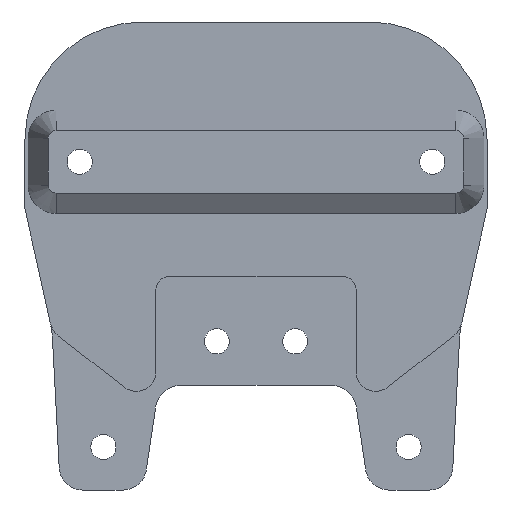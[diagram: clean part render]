
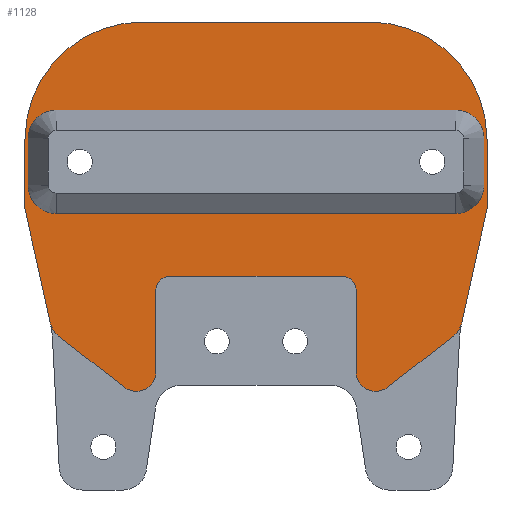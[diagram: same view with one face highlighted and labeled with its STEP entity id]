
A CAD part, front view. The second image highlights one B-rep face of the part: STEP entity #1128.
In plain terms, the highlighted planar face has unit normal (0, -1, 0).
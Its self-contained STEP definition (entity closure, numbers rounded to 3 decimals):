
#19=FACE_BOUND('',#133,.T.);
#35=PLANE('',#1205);
#71=FACE_OUTER_BOUND('',#132,.T.);
#132=EDGE_LOOP('',(#776,#777,#778,#779,#780,#781,#782,#783,#784,#785,#786,
#787,#788,#789,#790,#791,#792,#793));
#133=EDGE_LOOP('',(#794,#795,#796,#797,#798,#799,#800,#801));
#208=LINE('',#1674,#322);
#211=LINE('',#1680,#325);
#212=LINE('',#1684,#326);
#213=LINE('',#1686,#327);
#214=LINE('',#1690,#328);
#215=LINE('',#1694,#329);
#216=LINE('',#1698,#330);
#217=LINE('',#1702,#331);
#218=LINE('',#1706,#332);
#219=LINE('',#1709,#333);
#220=LINE('',#1712,#334);
#221=LINE('',#1716,#335);
#222=LINE('',#1720,#336);
#223=LINE('',#1724,#337);
#322=VECTOR('',#1328,1000.);
#325=VECTOR('',#1333,10.);
#326=VECTOR('',#1336,10.);
#327=VECTOR('',#1337,1000.);
#328=VECTOR('',#1340,1000.);
#329=VECTOR('',#1343,1000.);
#330=VECTOR('',#1346,1000.);
#331=VECTOR('',#1349,1000.);
#332=VECTOR('',#1352,1000.);
#333=VECTOR('',#1355,1000.);
#334=VECTOR('',#1356,10.);
#335=VECTOR('',#1359,10.);
#336=VECTOR('',#1362,10.);
#337=VECTOR('',#1365,10.);
#435=CIRCLE('',#1203,15.);
#436=CIRCLE('',#1206,15.);
#437=CIRCLE('',#1207,3.);
#438=CIRCLE('',#1208,2.5);
#439=CIRCLE('',#1209,1.8);
#440=CIRCLE('',#1210,1.8);
#441=CIRCLE('',#1211,2.5);
#442=CIRCLE('',#1212,3.);
#443=CIRCLE('',#1213,3.6);
#444=CIRCLE('',#1214,3.6);
#445=CIRCLE('',#1215,3.6);
#446=CIRCLE('',#1216,3.6);
#490=VERTEX_POINT('',#1667);
#491=VERTEX_POINT('',#1669);
#492=VERTEX_POINT('',#1673);
#494=VERTEX_POINT('',#1679);
#495=VERTEX_POINT('',#1681);
#496=VERTEX_POINT('',#1683);
#497=VERTEX_POINT('',#1685);
#498=VERTEX_POINT('',#1687);
#499=VERTEX_POINT('',#1689);
#500=VERTEX_POINT('',#1691);
#501=VERTEX_POINT('',#1693);
#502=VERTEX_POINT('',#1695);
#503=VERTEX_POINT('',#1697);
#504=VERTEX_POINT('',#1699);
#505=VERTEX_POINT('',#1701);
#506=VERTEX_POINT('',#1703);
#507=VERTEX_POINT('',#1705);
#508=VERTEX_POINT('',#1707);
#509=VERTEX_POINT('',#1710);
#510=VERTEX_POINT('',#1711);
#511=VERTEX_POINT('',#1713);
#512=VERTEX_POINT('',#1715);
#513=VERTEX_POINT('',#1717);
#514=VERTEX_POINT('',#1719);
#515=VERTEX_POINT('',#1721);
#516=VERTEX_POINT('',#1723);
#602=EDGE_CURVE('',#490,#491,#435,.T.);
#604=EDGE_CURVE('',#492,#491,#208,.T.);
#607=EDGE_CURVE('',#494,#490,#211,.T.);
#608=EDGE_CURVE('',#495,#494,#436,.T.);
#609=EDGE_CURVE('',#496,#495,#212,.T.);
#610=EDGE_CURVE('',#496,#497,#213,.T.);
#611=EDGE_CURVE('',#498,#497,#437,.T.);
#612=EDGE_CURVE('',#498,#499,#214,.T.);
#613=EDGE_CURVE('',#500,#499,#438,.T.);
#614=EDGE_CURVE('',#500,#501,#215,.T.);
#615=EDGE_CURVE('',#501,#502,#439,.T.);
#616=EDGE_CURVE('',#502,#503,#216,.T.);
#617=EDGE_CURVE('',#503,#504,#440,.T.);
#618=EDGE_CURVE('',#504,#505,#217,.T.);
#619=EDGE_CURVE('',#506,#505,#441,.T.);
#620=EDGE_CURVE('',#506,#507,#218,.T.);
#621=EDGE_CURVE('',#508,#507,#442,.T.);
#622=EDGE_CURVE('',#508,#492,#219,.T.);
#623=EDGE_CURVE('',#509,#510,#220,.T.);
#624=EDGE_CURVE('',#511,#509,#443,.T.);
#625=EDGE_CURVE('',#512,#511,#221,.T.);
#626=EDGE_CURVE('',#513,#512,#444,.T.);
#627=EDGE_CURVE('',#514,#513,#222,.T.);
#628=EDGE_CURVE('',#515,#514,#445,.T.);
#629=EDGE_CURVE('',#516,#515,#223,.T.);
#630=EDGE_CURVE('',#510,#516,#446,.T.);
#776=ORIENTED_EDGE('',*,*,#602,.F.);
#777=ORIENTED_EDGE('',*,*,#607,.F.);
#778=ORIENTED_EDGE('',*,*,#608,.F.);
#779=ORIENTED_EDGE('',*,*,#609,.F.);
#780=ORIENTED_EDGE('',*,*,#610,.T.);
#781=ORIENTED_EDGE('',*,*,#611,.F.);
#782=ORIENTED_EDGE('',*,*,#612,.T.);
#783=ORIENTED_EDGE('',*,*,#613,.F.);
#784=ORIENTED_EDGE('',*,*,#614,.T.);
#785=ORIENTED_EDGE('',*,*,#615,.T.);
#786=ORIENTED_EDGE('',*,*,#616,.T.);
#787=ORIENTED_EDGE('',*,*,#617,.T.);
#788=ORIENTED_EDGE('',*,*,#618,.T.);
#789=ORIENTED_EDGE('',*,*,#619,.F.);
#790=ORIENTED_EDGE('',*,*,#620,.T.);
#791=ORIENTED_EDGE('',*,*,#621,.F.);
#792=ORIENTED_EDGE('',*,*,#622,.T.);
#793=ORIENTED_EDGE('',*,*,#604,.T.);
#794=ORIENTED_EDGE('',*,*,#623,.F.);
#795=ORIENTED_EDGE('',*,*,#624,.F.);
#796=ORIENTED_EDGE('',*,*,#625,.F.);
#797=ORIENTED_EDGE('',*,*,#626,.F.);
#798=ORIENTED_EDGE('',*,*,#627,.F.);
#799=ORIENTED_EDGE('',*,*,#628,.F.);
#800=ORIENTED_EDGE('',*,*,#629,.F.);
#801=ORIENTED_EDGE('',*,*,#630,.F.);
#1128=ADVANCED_FACE('',(#71,#19),#35,.T.);
#1203=AXIS2_PLACEMENT_3D('',#1670,#1323,#1324);
#1205=AXIS2_PLACEMENT_3D('',#1678,#1331,#1332);
#1206=AXIS2_PLACEMENT_3D('',#1682,#1334,#1335);
#1207=AXIS2_PLACEMENT_3D('',#1688,#1338,#1339);
#1208=AXIS2_PLACEMENT_3D('',#1692,#1341,#1342);
#1209=AXIS2_PLACEMENT_3D('',#1696,#1344,#1345);
#1210=AXIS2_PLACEMENT_3D('',#1700,#1347,#1348);
#1211=AXIS2_PLACEMENT_3D('',#1704,#1350,#1351);
#1212=AXIS2_PLACEMENT_3D('',#1708,#1353,#1354);
#1213=AXIS2_PLACEMENT_3D('',#1714,#1357,#1358);
#1214=AXIS2_PLACEMENT_3D('',#1718,#1360,#1361);
#1215=AXIS2_PLACEMENT_3D('',#1722,#1363,#1364);
#1216=AXIS2_PLACEMENT_3D('',#1725,#1366,#1367);
#1323=DIRECTION('center_axis',(0.,1.,0.));
#1324=DIRECTION('ref_axis',(0.707,0.,0.707));
#1328=DIRECTION('',(0.,0.,1.));
#1331=DIRECTION('center_axis',(0.,-1.,0.));
#1332=DIRECTION('ref_axis',(1.,0.,0.));
#1333=DIRECTION('',(1.,0.,0.));
#1334=DIRECTION('center_axis',(0.,1.,0.));
#1335=DIRECTION('ref_axis',(-0.707,0.,0.707));
#1336=DIRECTION('',(0.,0.,1.));
#1337=DIRECTION('',(0.216,0.,-0.976));
#1338=DIRECTION('center_axis',(0.,1.,0.));
#1339=DIRECTION('ref_axis',(-0.845,0.,-0.535));
#1340=DIRECTION('',(0.789,0.,-0.614));
#1341=DIRECTION('center_axis',(0.,1.,0.));
#1342=DIRECTION('ref_axis',(0.439,0.,-0.898));
#1343=DIRECTION('',(0.,0.,1.));
#1344=DIRECTION('center_axis',(0.,1.,0.));
#1345=DIRECTION('ref_axis',(0.,0.,1.));
#1346=DIRECTION('',(1.,0.,0.));
#1347=DIRECTION('center_axis',(0.,1.,0.));
#1348=DIRECTION('ref_axis',(1.,0.,0.));
#1349=DIRECTION('',(0.,0.,-1.));
#1350=DIRECTION('center_axis',(0.,1.,0.));
#1351=DIRECTION('ref_axis',(-0.439,0.,-0.898));
#1352=DIRECTION('',(0.789,0.,0.614));
#1353=DIRECTION('center_axis',(0.,1.,0.));
#1354=DIRECTION('ref_axis',(0.845,0.,-0.535));
#1355=DIRECTION('',(0.216,0.,0.976));
#1356=DIRECTION('',(1.,0.,0.));
#1357=DIRECTION('center_axis',(0.,-1.,0.));
#1358=DIRECTION('ref_axis',(-0.707,0.,-0.707));
#1359=DIRECTION('',(0.,0.,-1.));
#1360=DIRECTION('center_axis',(0.,-1.,0.));
#1361=DIRECTION('ref_axis',(-0.707,0.,0.707));
#1362=DIRECTION('',(-1.,0.,0.));
#1363=DIRECTION('center_axis',(0.,-1.,0.));
#1364=DIRECTION('ref_axis',(0.707,0.,0.707));
#1365=DIRECTION('',(0.,0.,1.));
#1366=DIRECTION('center_axis',(0.,-1.,0.));
#1367=DIRECTION('ref_axis',(0.707,0.,-0.707));
#1667=CARTESIAN_POINT('',(19.067,-6.5,70.796));
#1669=CARTESIAN_POINT('',(34.067,-6.5,55.796));
#1670=CARTESIAN_POINT('Origin',(19.067,-6.5,55.796));
#1673=CARTESIAN_POINT('',(34.067,-6.5,46.935));
#1674=CARTESIAN_POINT('',(34.067,-6.5,46.935));
#1678=CARTESIAN_POINT('Origin',(4.545,-6.5,39.967));
#1679=CARTESIAN_POINT('',(-9.977,-6.5,70.796));
#1680=CARTESIAN_POINT('',(29.502,-6.5,70.796));
#1681=CARTESIAN_POINT('',(-24.977,-6.5,55.796));
#1682=CARTESIAN_POINT('Origin',(-9.977,-6.5,55.796));
#1683=CARTESIAN_POINT('',(-24.977,-6.5,46.935));
#1684=CARTESIAN_POINT('',(-24.977,-6.5,67.796));
#1685=CARTESIAN_POINT('',(-21.749,-6.5,32.369));
#1686=CARTESIAN_POINT('',(-24.977,-6.5,46.935));
#1687=CARTESIAN_POINT('',(-20.661,-6.5,30.65));
#1688=CARTESIAN_POINT('Origin',(-18.82,-6.5,33.019));
#1689=CARTESIAN_POINT('',(-12.285,-6.5,24.137));
#1690=CARTESIAN_POINT('',(-8.25,-6.5,21.));
#1691=CARTESIAN_POINT('',(-8.25,-6.5,26.111));
#1692=CARTESIAN_POINT('Origin',(-10.75,-6.5,26.111));
#1693=CARTESIAN_POINT('',(-8.25,-6.5,36.5));
#1694=CARTESIAN_POINT('',(-8.25,-6.5,21.));
#1695=CARTESIAN_POINT('',(-6.45,-6.5,38.3));
#1696=CARTESIAN_POINT('Origin',(-6.45,-6.5,36.5));
#1697=CARTESIAN_POINT('',(15.54,-6.5,38.3));
#1698=CARTESIAN_POINT('',(-6.45,-6.5,38.3));
#1699=CARTESIAN_POINT('',(17.34,-6.5,36.5));
#1700=CARTESIAN_POINT('Origin',(15.54,-6.5,36.5));
#1701=CARTESIAN_POINT('',(17.34,-6.5,26.111));
#1702=CARTESIAN_POINT('',(17.34,-6.5,36.5));
#1703=CARTESIAN_POINT('',(21.375,-6.5,24.137));
#1704=CARTESIAN_POINT('Origin',(19.84,-6.5,26.111));
#1705=CARTESIAN_POINT('',(29.751,-6.5,30.65));
#1706=CARTESIAN_POINT('',(17.34,-6.5,21.));
#1707=CARTESIAN_POINT('',(30.839,-6.5,32.369));
#1708=CARTESIAN_POINT('Origin',(27.91,-6.5,33.019));
#1709=CARTESIAN_POINT('',(30.605,-6.5,31.314));
#1710=CARTESIAN_POINT('',(-20.977,-6.5,46.335));
#1711=CARTESIAN_POINT('',(30.067,-6.5,46.335));
#1712=CARTESIAN_POINT('',(9.176,-6.5,46.335));
#1713=CARTESIAN_POINT('',(-24.577,-6.5,49.935));
#1714=CARTESIAN_POINT('Origin',(-20.977,-6.5,49.935));
#1715=CARTESIAN_POINT('',(-24.577,-6.5,55.935));
#1716=CARTESIAN_POINT('',(-24.577,-6.5,44.209));
#1717=CARTESIAN_POINT('',(-20.977,-6.5,59.535));
#1718=CARTESIAN_POINT('Origin',(-20.977,-6.5,55.935));
#1719=CARTESIAN_POINT('',(30.067,-6.5,59.535));
#1720=CARTESIAN_POINT('',(-0.086,-6.5,59.535));
#1721=CARTESIAN_POINT('',(33.667,-6.5,55.935));
#1722=CARTESIAN_POINT('Origin',(30.067,-6.5,55.935));
#1723=CARTESIAN_POINT('',(33.667,-6.5,49.935));
#1724=CARTESIAN_POINT('',(33.667,-6.5,42.209));
#1725=CARTESIAN_POINT('Origin',(30.067,-6.5,49.935));
